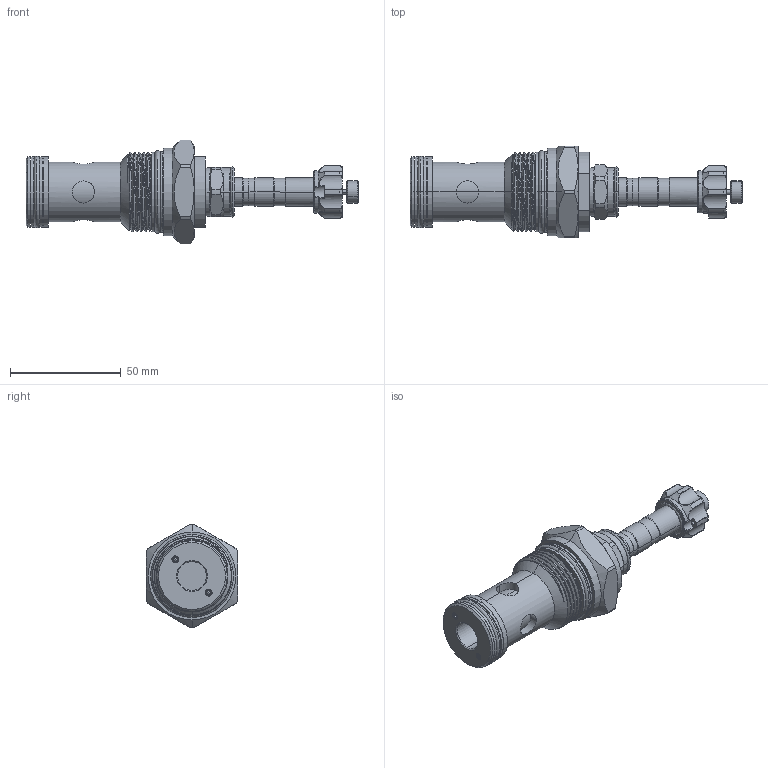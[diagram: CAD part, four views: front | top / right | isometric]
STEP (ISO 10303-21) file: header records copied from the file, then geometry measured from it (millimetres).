
FILE_DESCRIPTION (( 'STEP AP203' ), '1' );
FILE_NAME ('EP16A2A06P95.STEP', '2020-04-16T02:59:01', ( '' ), ( '' ), 'SwSTEP 2.0', 'SolidWorks 2018', '' );
FILE_SCHEMA (( 'CONFIG_CONTROL_DESIGN' ));
Length unit declared in the file: millimetre
Products named in the file (1): EP16A2A06P95
Bounding box: 149.65 x 41.2 x 46.8 mm (x, y, z)
Volume: 79444.5 mm3; surface area: 22290.6 mm2
Topology: 11 solids, 11 shells, 412 faces, 998 edges, 611 vertices
Faces by surface type: cylinder 174, cone 71, plane 67, torus 55, bspline 41, sphere 4
Entity records: 17240 total; most frequent: CARTESIAN_POINT 7906, ORIENTED_EDGE 1956, DIRECTION 1940, EDGE_CURVE 978, AXIS2_PLACEMENT_3D 815, VERTEX_POINT 605, EDGE_LOOP 443, CIRCLE 443
